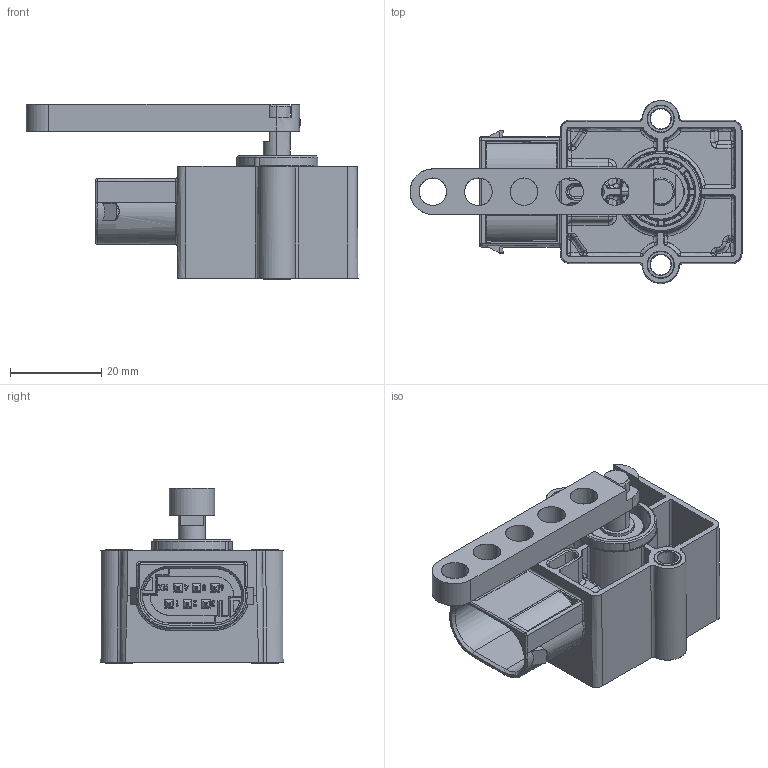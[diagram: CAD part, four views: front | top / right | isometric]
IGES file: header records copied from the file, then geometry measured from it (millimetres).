
Start section: SolidWorks IGES file using analytic representation for surfaces
Global section: file name: RSA-3200_mit Hebel.IGS; native system: SolidWorks 2017; preprocessor: SolidWorks 2017; author: Schlichter; date: 200507.164836; units: millimetre
Bounding box: 72.81 x 40.17 x 38.55 mm (x, y, z)
Surface area: 16410.2 mm2 (no closed solid volume)
Topology: 0 solids, 0 shells, 1100 faces, 9387 edges, 9332 vertices
Faces by surface type: bspline 684, revolution 416
